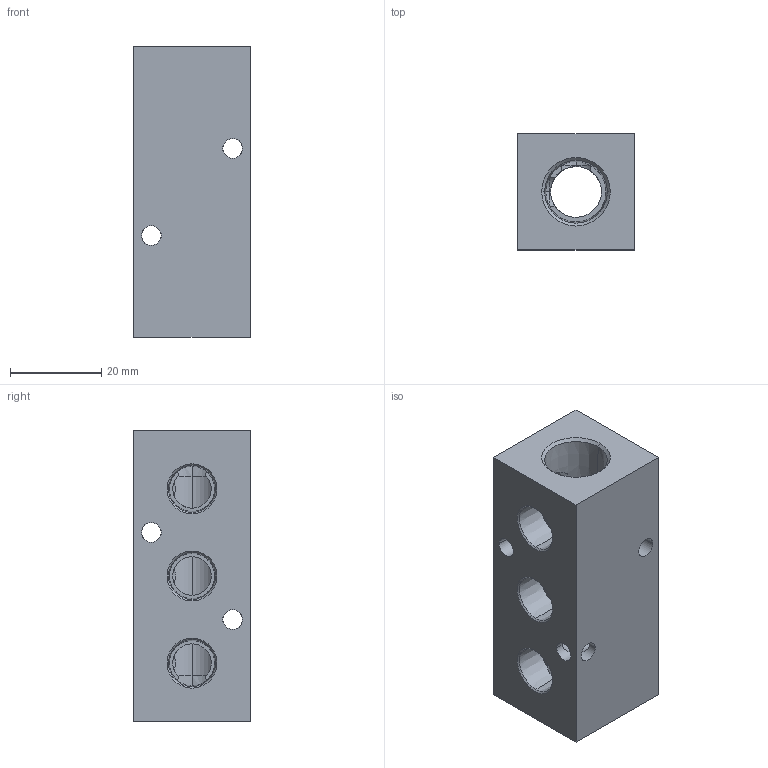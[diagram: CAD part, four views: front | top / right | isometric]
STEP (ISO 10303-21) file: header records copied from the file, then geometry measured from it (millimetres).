
FILE_DESCRIPTION (( 'STEP AP203' ), '1' );
FILE_NAME ('MRA-3CB-90.step', '2015-12-02T21:08:02', ( '' ), ( '' ), 'SwSTEP 2.0', 'SolidWorks 2015', '' );
FILE_SCHEMA (( 'CONFIG_CONTROL_DESIGN' ));
Length unit declared in the file: inch
Products named in the file (1): MRA-3CB-90
Bounding box: 25.4 x 25.4 x 63.5 mm (x, y, z)
Volume: 29000.4 mm3; surface area: 11589.3 mm2
Topology: 1 solids, 1 shells, 78 faces, 219 edges, 135 vertices
Faces by surface type: cone 32, cylinder 30, plane 16
Entity records: 3011 total; most frequent: CARTESIAN_POINT 951, ORIENTED_EDGE 438, DIRECTION 399, EDGE_CURVE 219, AXIS2_PLACEMENT_3D 161, VERTEX_POINT 135, EDGE_LOOP 96, CIRCLE 82
